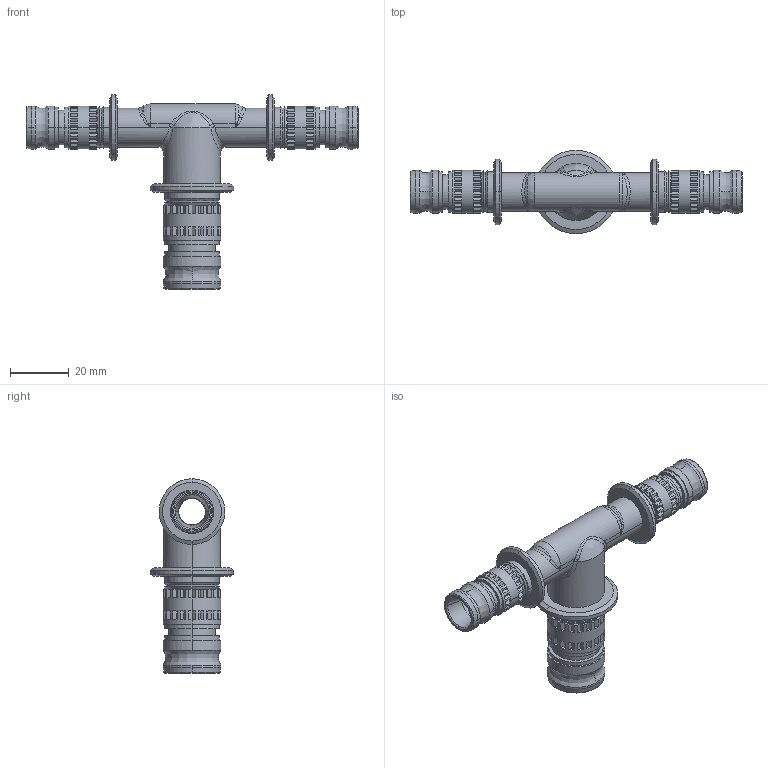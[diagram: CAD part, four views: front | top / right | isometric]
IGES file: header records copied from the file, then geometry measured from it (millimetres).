
Global section: file name: No Iges File Name specified; native system: Autodesk Inventor 2011; preprocessor: AutoDesk Inventor Iges Exporter R2011; author: bruh; date: 20110613.135324; units: millimetre
Bounding box: 113 x 28.3 x 66.17 mm (x, y, z)
Volume: 18242.5 mm3; surface area: 16145.3 mm2
Topology: 1 solids, 1 shells, 674 faces, 1606 edges, 1006 vertices
Faces by surface type: plane 511, cylinder 71, bspline 42, cone 32, revolution 12, torus 6
